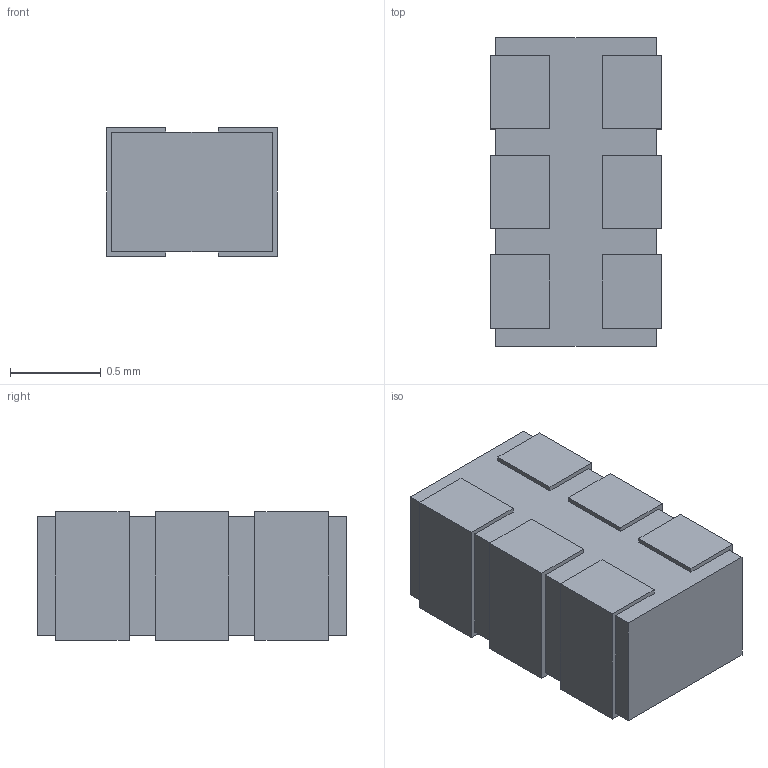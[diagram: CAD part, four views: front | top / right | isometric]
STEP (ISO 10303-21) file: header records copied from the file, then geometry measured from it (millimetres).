
FILE_DESCRIPTION(('STEP AP214'),'1');
FILE_NAME('DEA-6_1P6X0P8','2025-04-18T01:42:38',(''),(''),'','','');
FILE_SCHEMA(('AUTOMOTIVE_DESIGN'));
Length unit declared in the file: millimetre
Products named in the file (1): product
Bounding box: 0.94 x 1.7 x 0.71 mm (x, y, z)
Volume: 1.1 mm3; surface area: 13.4 mm2
Topology: 7 solids, 7 shells, 66 faces, 156 edges, 104 vertices
Faces by surface type: plane 66
Entity records: 1926 total; most frequent: ORIENTED_EDGE 312, DIRECTION 290, CARTESIAN_POINT 171, EDGE_CURVE 156, LINE 156, VECTOR 156, VERTEX_POINT 104, AXIS2_PLACEMENT_3D 67
